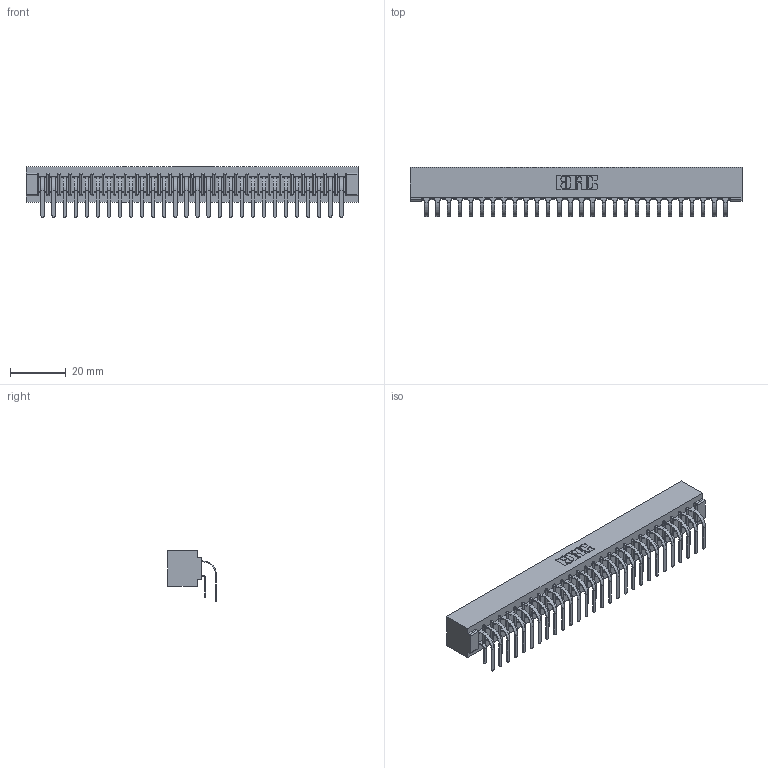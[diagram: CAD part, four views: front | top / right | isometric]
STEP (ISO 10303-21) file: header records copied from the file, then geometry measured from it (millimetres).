
FILE_DESCRIPTION (( 'STEP AP203' ), '1' );
FILE_NAME ('307-056-459-201.STEP', '2022-07-07T17:43:47', ( '' ), ( '' ), 'SwSTEP 2.0', 'SolidWorks 2020', '' );
FILE_SCHEMA (( 'CONFIG_CONTROL_DESIGN' ));
Length unit declared in the file: inch
Products named in the file (4): 307 Part_No Mounting Lugs; 307-290-001_559 - 2 (Single); 307-056-459-201; 307-290-001_558 559 - 1 (Single)
Assembly tree (57 placements, depth 2):
  307-056-459-201
    307 Part_No Mounting Lugs
    307-290-001_558 559 - 1 (Single)  x28
    307-290-001_559 - 2 (Single)  x28
Bounding box: 118.82 x 17.51 x 18.07 mm (x, y, z)
Volume: 13294.2 mm3; surface area: 17498.5 mm2
Topology: 57 solids, 57 shells, 2939 faces, 8251 edges, 5346 vertices
Faces by surface type: plane 1914, cylinder 967, sphere 58
Entity records: 27795 total; most frequent: CARTESIAN_POINT 4550, ORIENTED_EDGE 4506, DIRECTION 4461, EDGE_CURVE 2253, VECTOR 1723, LINE 1723, VERTEX_POINT 1458, AXIS2_PLACEMENT_3D 1369
